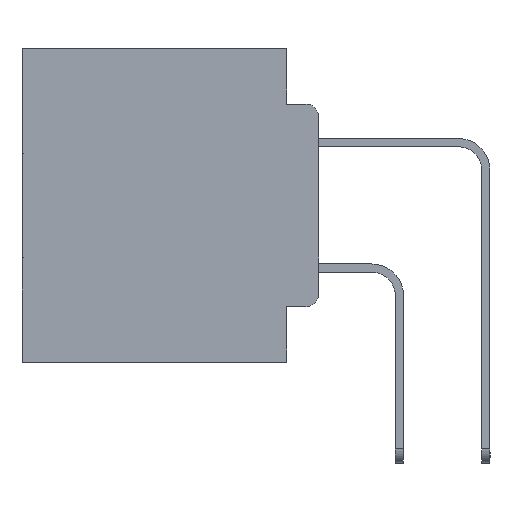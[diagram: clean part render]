
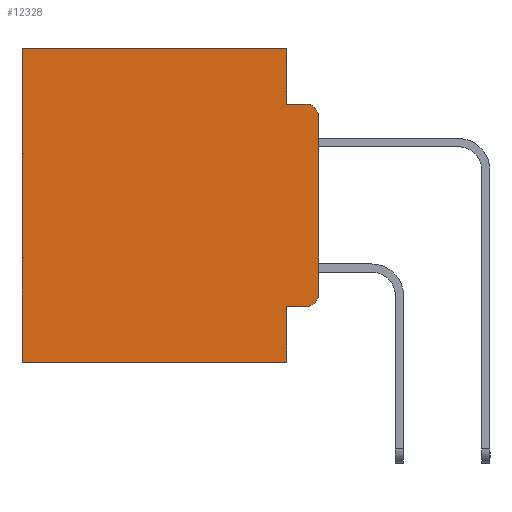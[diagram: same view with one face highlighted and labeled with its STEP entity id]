
A CAD part, left-side view. The second image highlights one B-rep face of the part: STEP entity #12328.
In plain terms, the highlighted planar face has unit normal (-1, 0, 0).
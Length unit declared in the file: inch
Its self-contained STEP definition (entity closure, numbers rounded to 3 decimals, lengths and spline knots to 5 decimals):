
#335 = VERTEX_POINT ( 'NONE', #26551 ) ;
#995 = ORIENTED_EDGE ( 'NONE', *, *, #24092, .F. ) ;
#1297 = CARTESIAN_POINT ( 'NONE',  ( 0.298, 0.473, 0. ) ) ;
#1919 = LINE ( 'NONE', #5374, #21467 ) ;
#3512 = VECTOR ( 'NONE', #6609, 39.37008 ) ;
#3735 = ORIENTED_EDGE ( 'NONE', *, *, #30043, .T. ) ;
#3773 = LINE ( 'NONE', #18364, #17200 ) ;
#4360 = DIRECTION ( 'NONE',  ( 0., -1., 0. ) ) ;
#5374 = CARTESIAN_POINT ( 'NONE',  ( 0.298, 0., 0. ) ) ;
#6167 = AXIS2_PLACEMENT_3D ( 'NONE', #13601, #28025, #23376 ) ;
#6201 = VERTEX_POINT ( 'NONE', #13400 ) ;
#6609 = DIRECTION ( 'NONE',  ( 0., 0., -1. ) ) ;
#6773 = LINE ( 'NONE', #11416, #3512 ) ;
#7077 = DIRECTION ( 'NONE',  ( 0., 1., 0. ) ) ;
#7525 = EDGE_CURVE ( 'NONE', #20001, #24976, #3773, .T. ) ;
#8051 = VERTEX_POINT ( 'NONE', #1297 ) ;
#8449 = LINE ( 'NONE', #20492, #15995 ) ;
#8466 = DIRECTION ( 'NONE',  ( 0., 0., -1. ) ) ;
#8686 = VECTOR ( 'NONE', #9380, 39.37008 ) ;
#8694 = ORIENTED_EDGE ( 'NONE', *, *, #7525, .F. ) ;
#9380 = DIRECTION ( 'NONE',  ( 0., -1., 0. ) ) ;
#9516 = VERTEX_POINT ( 'NONE', #12215 ) ;
#9620 = VERTEX_POINT ( 'NONE', #25025 ) ;
#10804 = CARTESIAN_POINT ( 'NONE',  ( 0.298, 0.051, -0.4115 ) ) ;
#10806 = VERTEX_POINT ( 'NONE', #27548 ) ;
#11035 = CARTESIAN_POINT ( 'NONE',  ( 0.298, 0.02, -0.3915 ) ) ;
#11172 = VERTEX_POINT ( 'NONE', #28796 ) ;
#11351 = CARTESIAN_POINT ( 'NONE',  ( 0.298, 0., 0. ) ) ;
#11416 = CARTESIAN_POINT ( 'NONE',  ( 0.298, 0.051, 0. ) ) ;
#11942 = LINE ( 'NONE', #31637, #8686 ) ;
#12215 = CARTESIAN_POINT ( 'NONE',  ( 0.298, 0.473, -0.5 ) ) ;
#12328 = ADVANCED_FACE ( 'NONE', ( #13595 ), #25608, .F. ) ;
#12572 = LINE ( 'NONE', #19637, #25576 ) ;
#12966 = EDGE_CURVE ( 'NONE', #10806, #9620, #11942, .T. ) ;
#13038 = EDGE_CURVE ( 'NONE', #8051, #9516, #12572, .T. ) ;
#13119 = AXIS2_PLACEMENT_3D ( 'NONE', #11035, #28661, #13447 ) ;
#13284 = DIRECTION ( 'NONE',  ( 1., 0., 0. ) ) ;
#13400 = CARTESIAN_POINT ( 'NONE',  ( 0.298, 0., -0.3915 ) ) ;
#13447 = DIRECTION ( 'NONE',  ( 0., 0., -1. ) ) ;
#13529 = ORIENTED_EDGE ( 'NONE', *, *, #13730, .T. ) ;
#13595 = FACE_OUTER_BOUND ( 'NONE', #16093, .T. ) ;
#13601 = CARTESIAN_POINT ( 'NONE',  ( 0.298, 0.02, -0.1085 ) ) ;
#13730 = EDGE_CURVE ( 'NONE', #30038, #9620, #20499, .T. ) ;
#14870 = VECTOR ( 'NONE', #4360, 39.37008 ) ;
#15384 = ORIENTED_EDGE ( 'NONE', *, *, #20495, .T. ) ;
#15995 = VECTOR ( 'NONE', #24978, 39.37008 ) ;
#16093 = EDGE_LOOP ( 'NONE', ( #17048, #13529, #18283, #29500, #30200, #22289, #995, #8694, #15384, #3735 ) ) ;
#16797 = DIRECTION ( 'NONE',  ( 0., 0., -1. ) ) ;
#17048 = ORIENTED_EDGE ( 'NONE', *, *, #19790, .F. ) ;
#17200 = VECTOR ( 'NONE', #21085, 39.37008 ) ;
#18283 = ORIENTED_EDGE ( 'NONE', *, *, #12966, .F. ) ;
#18364 = CARTESIAN_POINT ( 'NONE',  ( 0.298, 0.051, 0. ) ) ;
#18813 = EDGE_CURVE ( 'NONE', #11172, #10806, #6773, .T. ) ;
#19637 = CARTESIAN_POINT ( 'NONE',  ( 0.298, 0.473, 0. ) ) ;
#19790 = EDGE_CURVE ( 'NONE', #30038, #6201, #1919, .T. ) ;
#20001 = VERTEX_POINT ( 'NONE', #10804 ) ;
#20492 = CARTESIAN_POINT ( 'NONE',  ( 0.298, 0., 0. ) ) ;
#20495 = EDGE_CURVE ( 'NONE', #20001, #335, #28378, .T. ) ;
#20499 = CIRCLE ( 'NONE', #6167, 0.02 ) ;
#21085 = DIRECTION ( 'NONE',  ( 0., 0., -1. ) ) ;
#21467 = VECTOR ( 'NONE', #16797, 39.37008 ) ;
#22289 = ORIENTED_EDGE ( 'NONE', *, *, #13038, .T. ) ;
#22490 = EDGE_CURVE ( 'NONE', #11172, #8051, #8449, .T. ) ;
#23160 = VECTOR ( 'NONE', #7077, 39.37008 ) ;
#23376 = DIRECTION ( 'NONE',  ( 0., 0., -1. ) ) ;
#23379 = CARTESIAN_POINT ( 'NONE',  ( 0.298, 0., -0.1085 ) ) ;
#23588 = CARTESIAN_POINT ( 'NONE',  ( 0.298, 0., -0.5 ) ) ;
#24092 = EDGE_CURVE ( 'NONE', #24976, #9516, #25821, .T. ) ;
#24976 = VERTEX_POINT ( 'NONE', #25440 ) ;
#24978 = DIRECTION ( 'NONE',  ( 0., 1., 0. ) ) ;
#25025 = CARTESIAN_POINT ( 'NONE',  ( 0.298, 0.02, -0.0885 ) ) ;
#25440 = CARTESIAN_POINT ( 'NONE',  ( 0.298, 0.051, -0.5 ) ) ;
#25576 = VECTOR ( 'NONE', #27001, 39.37008 ) ;
#25608 = PLANE ( 'NONE',  #29710 ) ;
#25821 = LINE ( 'NONE', #23588, #23160 ) ;
#26299 = CARTESIAN_POINT ( 'NONE',  ( 0.298, 0.051, -0.4115 ) ) ;
#26551 = CARTESIAN_POINT ( 'NONE',  ( 0.298, 0.02, -0.4115 ) ) ;
#26929 = CIRCLE ( 'NONE', #13119, 0.02 ) ;
#27001 = DIRECTION ( 'NONE',  ( 0., 0., -1. ) ) ;
#27548 = CARTESIAN_POINT ( 'NONE',  ( 0.298, 0.051, -0.0885 ) ) ;
#28025 = DIRECTION ( 'NONE',  ( -1., 0., 0. ) ) ;
#28378 = LINE ( 'NONE', #26299, #14870 ) ;
#28661 = DIRECTION ( 'NONE',  ( -1., 0., 0. ) ) ;
#28796 = CARTESIAN_POINT ( 'NONE',  ( 0.298, 0.051, 0. ) ) ;
#29500 = ORIENTED_EDGE ( 'NONE', *, *, #18813, .F. ) ;
#29710 = AXIS2_PLACEMENT_3D ( 'NONE', #11351, #13284, #8466 ) ;
#30038 = VERTEX_POINT ( 'NONE', #23379 ) ;
#30043 = EDGE_CURVE ( 'NONE', #335, #6201, #26929, .T. ) ;
#30200 = ORIENTED_EDGE ( 'NONE', *, *, #22490, .T. ) ;
#31637 = CARTESIAN_POINT ( 'NONE',  ( 0.298, 0.051, -0.0885 ) ) ;
